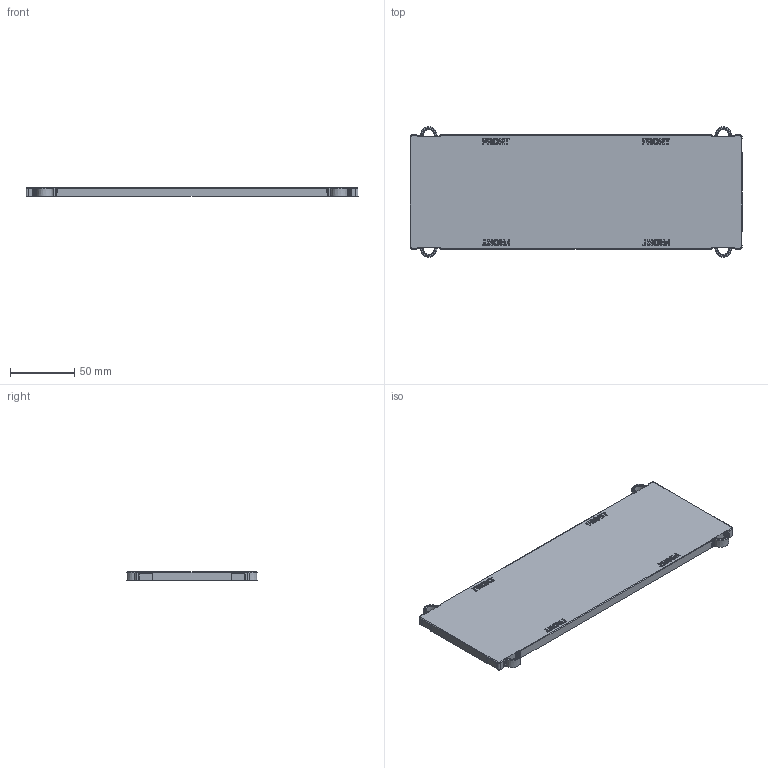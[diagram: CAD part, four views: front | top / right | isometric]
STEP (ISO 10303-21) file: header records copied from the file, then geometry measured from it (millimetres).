
FILE_DESCRIPTION(('CATIA V5 STEP Exchange','CAx-IF Rec.Pracs.--- Model Styling and Organization---1.4--- 2014-01-23','CAx-IF Rec.Pracs.---3D Tessellated Data Validation Properties---0.5---2014-09-14'),'2;1');
FILE_NAME('STEP_AIR590002_-_TST.stp','2021-03-29T14:27:54+00:00',('none'),('none'),'CATIA Version 5-6 Release 2019 SP3','CATIA V5 STEP AP242 v1','none');
FILE_SCHEMA(('AP242_MANAGED_MODEL_BASED_3D_ENGINEERING_MIM_LF {1 0 10303 442 1 1 4}'));
Products named in the file (1): AIR590002 - TST
Bounding box: 259.24 x 101.74 x 7 mm (x, y, z)
Volume: 158760.6 mm3; surface area: 53253.3 mm2
Topology: 1 solids, 1 shells, 1406 faces, 3332 edges, 1804 vertices
Faces by surface type: cylinder 520, plane 258, bspline 240, sphere 156, torus 148, extrusion 64, cone 20
Entity records: 59217 total; most frequent: CARTESIAN_POINT 31363, ORIENTED_EDGE 6352, DIRECTION 4326, EDGE_CURVE 3176, AXIS2_PLACEMENT_3D 2098, VERTEX_POINT 1804, EDGE_LOOP 1446, ADVANCED_FACE 1406
